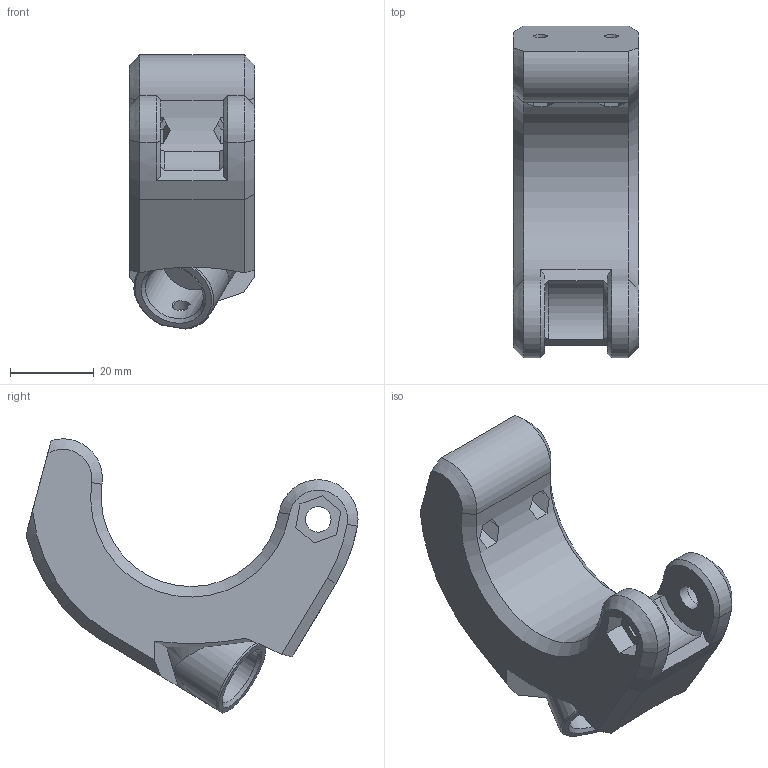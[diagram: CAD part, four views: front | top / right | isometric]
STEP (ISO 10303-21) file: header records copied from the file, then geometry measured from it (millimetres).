
FILE_DESCRIPTION(('FreeCAD Model'),'2;1');
FILE_NAME('Open CASCADE Shape Model','2025-06-02T06:33:16',(''),(''), 'Open CASCADE STEP processor 7.8','FreeCAD','Unknown');
FILE_SCHEMA(('AUTOMOTIVE_DESIGN { 1 0 10303 214 1 1 1 1 }'));
Length unit declared in the file: millimetre
Products named in the file (1): BodyA1a
Bounding box: 30 x 79.38 x 65.59 mm (x, y, z)
Volume: 54049.2 mm3; surface area: 13339 mm2
Topology: 1 solids, 1 shells, 83 faces, 229 edges, 150 vertices
Faces by surface type: plane 32, cone 24, cylinder 15, bspline 12
Full cylindrical faces by diameter (mm): 3.3 x2, 4.4 x1, 6.1 x2, 11 x1, 14.5 x1
Entity records: 7073 total; most frequent: CARTESIAN_POINT 2633, DIRECTION 785, ORIENTED_EDGE 458, PCURVE 458, DEFINITIONAL_REPRESENTATION 458, LINE 433, VECTOR 433, EDGE_CURVE 229
